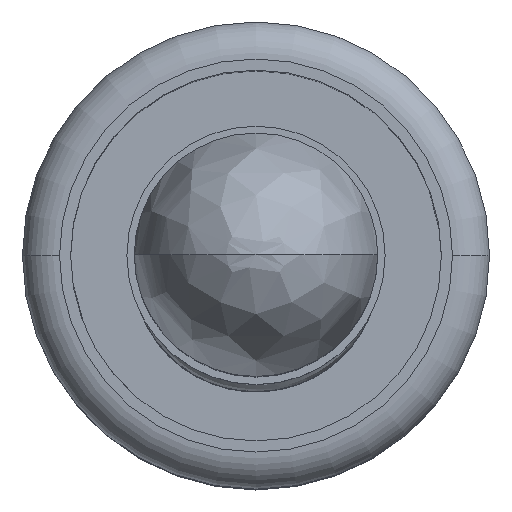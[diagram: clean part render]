
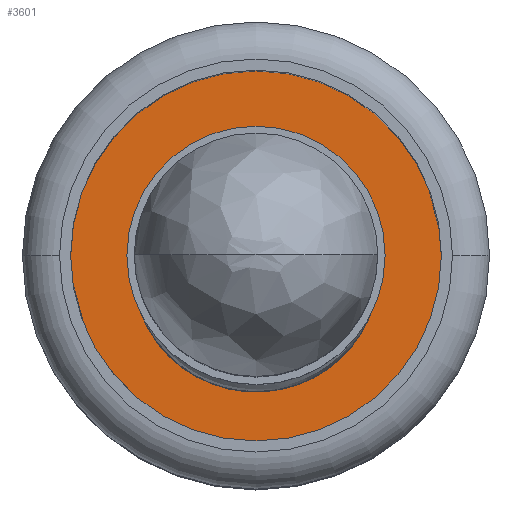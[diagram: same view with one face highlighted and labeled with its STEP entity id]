
A CAD part, top view. The second image highlights one B-rep face of the part: STEP entity #3601.
In plain terms, the highlighted planar face has unit normal (0, 0, 1).
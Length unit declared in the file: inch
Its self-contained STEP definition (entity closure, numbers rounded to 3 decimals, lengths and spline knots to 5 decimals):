
#131 = VERTEX_POINT ( 'NONE', #151 ) ;
#151 = CARTESIAN_POINT ( 'NONE',  ( 0.15, 0., 0.256 ) ) ;
#295 = CIRCLE ( 'NONE', #4945, 0.06 ) ;
#364 = CARTESIAN_POINT ( 'NONE',  ( -0.06, 0., 0.256 ) ) ;
#657 = AXIS2_PLACEMENT_3D ( 'NONE', #6615, #2409, #7326 ) ;
#703 = ORIENTED_EDGE ( 'NONE', *, *, #8818, .T. ) ;
#749 = CARTESIAN_POINT ( 'NONE',  ( 0., 0., 0.256 ) ) ;
#1124 = ORIENTED_EDGE ( 'NONE', *, *, #7036, .F. ) ;
#1364 = DIRECTION ( 'NONE',  ( 0., 0., 1. ) ) ;
#1421 = DIRECTION ( 'NONE',  ( 1., 0., 0. ) ) ;
#1478 = DIRECTION ( 'NONE',  ( 1., 0., 0. ) ) ;
#1579 = FACE_BOUND ( 'NONE', #6207, .T. ) ;
#1942 = ORIENTED_EDGE ( 'NONE', *, *, #6463, .F. ) ;
#2196 = ORIENTED_EDGE ( 'NONE', *, *, #5820, .T. ) ;
#2280 = CARTESIAN_POINT ( 'NONE',  ( 0.06, 0., 0.256 ) ) ;
#2409 = DIRECTION ( 'NONE',  ( 0., 0., 1. ) ) ;
#2467 = AXIS2_PLACEMENT_3D ( 'NONE', #749, #5688, #1478 ) ;
#2605 = EDGE_LOOP ( 'NONE', ( #703, #2196 ) ) ;
#2879 = CARTESIAN_POINT ( 'NONE',  ( 0., 0., 0.256 ) ) ;
#3259 = FACE_OUTER_BOUND ( 'NONE', #2605, .T. ) ;
#3601 = ADVANCED_FACE ( 'NONE', ( #3259, #1579 ), #6199, .T. ) ;
#3606 = DIRECTION ( 'NONE',  ( 1., 0., 0. ) ) ;
#4212 = AXIS2_PLACEMENT_3D ( 'NONE', #2879, #7777, #3606 ) ;
#4246 = DIRECTION ( 'NONE',  ( 0., 0., 1. ) ) ;
#4945 = AXIS2_PLACEMENT_3D ( 'NONE', #8416, #4246, #1421 ) ;
#5164 = CIRCLE ( 'NONE', #2467, 0.15 ) ;
#5363 = CIRCLE ( 'NONE', #8848, 0.06 ) ;
#5541 = VERTEX_POINT ( 'NONE', #364 ) ;
#5589 = CARTESIAN_POINT ( 'NONE',  ( 0., 0., 0.256 ) ) ;
#5688 = DIRECTION ( 'NONE',  ( 0., 0., 1. ) ) ;
#5820 = EDGE_CURVE ( 'NONE', #7544, #131, #5164, .T. ) ;
#6199 = PLANE ( 'NONE',  #4212 ) ;
#6207 = EDGE_LOOP ( 'NONE', ( #1942, #1124 ) ) ;
#6277 = DIRECTION ( 'NONE',  ( 1., 0., 0. ) ) ;
#6463 = EDGE_CURVE ( 'NONE', #5541, #7321, #295, .T. ) ;
#6615 = CARTESIAN_POINT ( 'NONE',  ( 0., 0., 0.256 ) ) ;
#7036 = EDGE_CURVE ( 'NONE', #7321, #5541, #5363, .T. ) ;
#7297 = CIRCLE ( 'NONE', #657, 0.15 ) ;
#7321 = VERTEX_POINT ( 'NONE', #2280 ) ;
#7326 = DIRECTION ( 'NONE',  ( 1., 0., 0. ) ) ;
#7544 = VERTEX_POINT ( 'NONE', #8124 ) ;
#7777 = DIRECTION ( 'NONE',  ( 0., 0., 1. ) ) ;
#8124 = CARTESIAN_POINT ( 'NONE',  ( -0.15, 0., 0.256 ) ) ;
#8416 = CARTESIAN_POINT ( 'NONE',  ( 0., 0., 0.256 ) ) ;
#8818 = EDGE_CURVE ( 'NONE', #131, #7544, #7297, .T. ) ;
#8848 = AXIS2_PLACEMENT_3D ( 'NONE', #5589, #1364, #6277 ) ;
